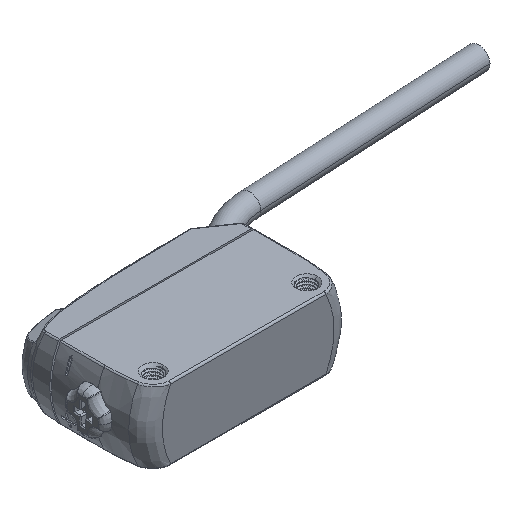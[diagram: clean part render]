
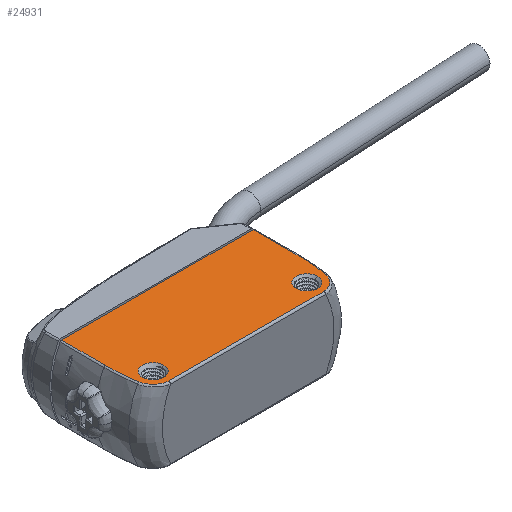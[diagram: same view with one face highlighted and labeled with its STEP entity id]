
A CAD part, isometric view. The second image highlights one B-rep face of the part: STEP entity #24931.
In plain terms, the highlighted planar face has unit normal (0, 0, 1).
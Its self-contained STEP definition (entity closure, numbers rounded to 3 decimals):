
#5838=DIRECTION('',(0.,1.,0.));
#5839=VECTOR('',#5838,7.25);
#5840=CARTESIAN_POINT('',(-59.543,12.352,
-0.048));
#5841=LINE('',#5840,#5839);
#8315=CARTESIAN_POINT('',(-62.662,7.602,
-0.048));
#8316=DIRECTION('',(0.,0.,-1.));
#8317=DIRECTION('',(1.,0.,0.));
#8318=AXIS2_PLACEMENT_3D('',#8315,#8316,#8317);
#9452=CARTESIAN_POINT('',(-62.662,7.602,
-0.048));
#9453=DIRECTION('',(0.,0.,-1.));
#9454=DIRECTION('',(-1.,0.,0.));
#9455=AXIS2_PLACEMENT_3D('',#9452,#9453,#9454);
#9469=CARTESIAN_POINT('',(-92.894,12.351,
-0.048));
#9470=DIRECTION('',(0.,0.,-1.));
#9471=DIRECTION('',(1.,0.,0.));
#9472=AXIS2_PLACEMENT_3D('',#9469,#9470,#9471);
#9474=CARTESIAN_POINT('',(-59.938,7.235,
-0.048));
#9475=CARTESIAN_POINT('',(-59.945,7.189,
-0.048));
#9476=CARTESIAN_POINT('',(-59.963,7.096,
-0.048));
#9477=CARTESIAN_POINT('',(-60.001,6.954,
-0.048));
#9478=CARTESIAN_POINT('',(-60.051,6.806,
-0.048));
#9479=CARTESIAN_POINT('',(-60.118,6.645,
-0.048));
#9480=CARTESIAN_POINT('',(-60.207,6.469,
-0.048));
#9481=CARTESIAN_POINT('',(-60.323,6.275,
-0.048));
#9482=CARTESIAN_POINT('',(-60.468,6.07,
-0.048));
#9483=CARTESIAN_POINT('',(-60.635,5.872,
-0.048));
#9484=CARTESIAN_POINT('',(-60.808,5.695,
-0.048));
#9485=CARTESIAN_POINT('',(-60.977,5.544,
-0.048));
#9486=CARTESIAN_POINT('',(-61.143,5.414,
-0.048));
#9487=CARTESIAN_POINT('',(-61.312,5.298,
-0.048));
#9488=CARTESIAN_POINT('',(-61.486,5.195,
-0.048));
#9489=CARTESIAN_POINT('',(-61.666,5.104,
-0.048));
#9490=CARTESIAN_POINT('',(-61.851,5.028,
-0.048));
#9491=CARTESIAN_POINT('',(-62.032,4.97,
-0.048));
#9492=CARTESIAN_POINT('',(-62.206,4.93,
-0.048));
#9493=CARTESIAN_POINT('',(-62.371,4.907,
-0.048));
#9494=CARTESIAN_POINT('',(-62.478,4.902,
-0.048));
#9495=CARTESIAN_POINT('',(-62.531,4.902,
-0.048));
#9496=CARTESIAN_POINT('',(-62.531,4.902,
-0.048));
#9498=CARTESIAN_POINT('',(-88.192,4.902,
-0.048));
#9499=CARTESIAN_POINT('',(-88.261,4.902,
-0.048));
#9500=CARTESIAN_POINT('',(-88.392,4.91,
-0.048));
#9501=CARTESIAN_POINT('',(-88.579,4.942,
-0.048));
#9502=CARTESIAN_POINT('',(-88.755,4.988,
-0.048));
#9503=CARTESIAN_POINT('',(-88.93,5.05,
-0.048));
#9504=CARTESIAN_POINT('',(-89.108,5.128,
-0.048));
#9505=CARTESIAN_POINT('',(-89.285,5.221,
-0.048));
#9506=CARTESIAN_POINT('',(-89.456,5.327,
-0.048));
#9507=CARTESIAN_POINT('',(-89.621,5.444,
-0.048));
#9508=CARTESIAN_POINT('',(-89.779,5.572,
-0.048));
#9509=CARTESIAN_POINT('',(-89.936,5.714,
-0.048));
#9510=CARTESIAN_POINT('',(-90.093,5.877,
-0.048));
#9511=CARTESIAN_POINT('',(-90.253,6.067,
-0.048));
#9512=CARTESIAN_POINT('',(-90.413,6.292,
-0.048));
#9513=CARTESIAN_POINT('',(-90.568,6.558,
-0.048));
#9514=CARTESIAN_POINT('',(-90.705,6.875,
-0.048));
#9515=CARTESIAN_POINT('',(-90.766,7.109,
-0.048));
#9516=CARTESIAN_POINT('',(-90.786,7.235,
-0.048));
#9517=CARTESIAN_POINT('',(-90.786,7.235,
-0.048));
#9519=CARTESIAN_POINT('',(-57.864,12.348,
-0.048));
#9520=DIRECTION('',(0.,0.,-1.));
#9521=DIRECTION('',(-0.988,-0.153,0.));
#9522=AXIS2_PLACEMENT_3D('',#9519,#9520,#9521);
#9524=DIRECTION('',(1.,0.,0.));
#9525=VECTOR('',#9524,31.637);
#9526=CARTESIAN_POINT('',(-91.18,19.602,
-0.048));
#9527=LINE('',#9526,#9525);
#9541=CARTESIAN_POINT('',(-88.062,7.602,
-0.048));
#9542=DIRECTION('',(0.,0.,-1.));
#9543=DIRECTION('',(-1.,0.,0.));
#9544=AXIS2_PLACEMENT_3D('',#9541,#9542,#9543);
#13355=CARTESIAN_POINT('',(-88.062,7.602,
-0.048));
#13356=DIRECTION('',(0.,0.,-1.));
#13357=DIRECTION('',(1.,0.,0.));
#13358=AXIS2_PLACEMENT_3D('',#13355,#13356,#13357);
#13489=DIRECTION('',(1.,0.,0.));
#13490=VECTOR('',#13489,25.661);
#13491=CARTESIAN_POINT('',(-88.192,4.902,
-0.048));
#13492=LINE('',#13491,#13490);
#13544=DIRECTION('',(0.,-1.,0.));
#13545=VECTOR('',#13544,7.25);
#13546=CARTESIAN_POINT('',(-91.18,19.602,
-0.048));
#13547=LINE('',#13546,#13545);
#14114=CARTESIAN_POINT('',(-59.543,12.352,
-0.048));
#14115=CARTESIAN_POINT('',(-59.543,19.602,
-0.048));
#14116=VERTEX_POINT('',#14114);
#14117=VERTEX_POINT('',#14115);
#14118=CARTESIAN_POINT('',(-59.938,7.235,
-0.048));
#14119=VERTEX_POINT('',#14118);
#14120=VERTEX_POINT('',#9496);
#14121=CARTESIAN_POINT('',(-88.192,4.902,
-0.048));
#14122=VERTEX_POINT('',#14121);
#14123=VERTEX_POINT('',#9517);
#14124=CARTESIAN_POINT('',(-91.18,12.352,
-0.048));
#14125=VERTEX_POINT('',#14124);
#14126=CARTESIAN_POINT('',(-91.18,19.602,
-0.048));
#14127=VERTEX_POINT('',#14126);
#14490=CARTESIAN_POINT('',(-89.812,7.602,
-0.048));
#14492=VERTEX_POINT('',#14490);
#14494=CARTESIAN_POINT('',(-86.312,7.602,
-0.048));
#14496=VERTEX_POINT('',#14494);
#14621=CARTESIAN_POINT('',(-60.912,7.602,
-0.048));
#14622=VERTEX_POINT('',#14621);
#14624=CARTESIAN_POINT('',(-64.412,7.602,
-0.048));
#14626=VERTEX_POINT('',#14624);
#24900=CARTESIAN_POINT('',(-75.362,15.602,
-0.048));
#24901=DIRECTION('',(0.,0.,1.));
#24902=DIRECTION('',(1.,0.,0.));
#24903=AXIS2_PLACEMENT_3D('',#24900,#24901,#24902);
#24904=PLANE('',#24903);
#24905=ORIENTED_EDGE('',*,*,#20350,.F.);
#24907=ORIENTED_EDGE('',*,*,#24906,.T.);
#24909=ORIENTED_EDGE('',*,*,#24908,.T.);
#24911=ORIENTED_EDGE('',*,*,#24910,.F.);
#24913=ORIENTED_EDGE('',*,*,#24912,.T.);
#24915=ORIENTED_EDGE('',*,*,#24914,.T.);
#24917=ORIENTED_EDGE('',*,*,#24916,.F.);
#24918=ORIENTED_EDGE('',*,*,#20325,.T.);
#24919=EDGE_LOOP('',(#24905,#24907,#24909,#24911,#24913,#24915,#24917,#24918));
#24920=FACE_OUTER_BOUND('',#24919,.F.);
#24922=ORIENTED_EDGE('',*,*,#24921,.F.);
#24924=ORIENTED_EDGE('',*,*,#24923,.F.);
#24925=EDGE_LOOP('',(#24922,#24924));
#24926=FACE_BOUND('',#24925,.F.);
#24927=ORIENTED_EDGE('',*,*,#24893,.F.);
#24928=ORIENTED_EDGE('',*,*,#22010,.F.);
#24929=EDGE_LOOP('',(#24927,#24928));
#24930=FACE_BOUND('',#24929,.F.);
#24931=ADVANCED_FACE('',(#24920,#24926,#24930),#24904,.T.);
#8319=CIRCLE('',#8318,1.75);
#9456=CIRCLE('',#9455,1.75);
#9473=CIRCLE('',#9472,33.351);
#9497=B_SPLINE_CURVE_WITH_KNOTS('',3,(#9474,#9475,#9476,#9477,#9478,#9479,#9480,
#9481,#9482,#9483,#9484,#9485,#9486,#9487,#9488,#9489,#9490,#9491,#9492,#9493,
#9494,#9495,#9496),.UNSPECIFIED.,.F.,.F.,(4,1,1,1,1,1,1,1,1,1,1,1,1,1,1,1,1,1,1,
1,4),(0.,0.038,0.077,0.118,
0.164,0.216,0.276,0.344,
0.416,0.482,0.541,0.596,
0.65,0.703,0.758,0.812,
0.864,0.912,0.956,1.,1.),
.UNSPECIFIED.);
#9518=B_SPLINE_CURVE_WITH_KNOTS('',3,(#9498,#9499,#9500,#9501,#9502,#9503,#9504,
#9505,#9506,#9507,#9508,#9509,#9510,#9511,#9512,#9513,#9514,#9515,#9516,#9517),
.UNSPECIFIED.,.F.,.F.,(4,1,1,1,1,1,1,1,1,1,1,1,1,1,1,1,1,4),(0.,
0.057,0.107,0.155,0.204,
0.257,0.311,0.365,0.418,
0.471,0.527,0.586,0.651,
0.724,0.806,0.897,1.,1.),
.UNSPECIFIED.);
#9523=CIRCLE('',#9522,33.316);
#9545=CIRCLE('',#9544,1.75);
#13359=CIRCLE('',#13358,1.75);
#20325=EDGE_CURVE('',#14127,#14117,#9527,.T.);
#20350=EDGE_CURVE('',#14116,#14117,#5841,.T.);
#22010=EDGE_CURVE('',#14622,#14626,#8319,.T.);
#24893=EDGE_CURVE('',#14626,#14622,#9456,.T.);
#24906=EDGE_CURVE('',#14116,#14119,#9473,.T.);
#24908=EDGE_CURVE('',#14119,#14120,#9497,.T.);
#24910=EDGE_CURVE('',#14122,#14120,#13492,.T.);
#24912=EDGE_CURVE('',#14122,#14123,#9518,.T.);
#24914=EDGE_CURVE('',#14123,#14125,#9523,.T.);
#24916=EDGE_CURVE('',#14127,#14125,#13547,.T.);
#24921=EDGE_CURVE('',#14492,#14496,#9545,.T.);
#24923=EDGE_CURVE('',#14496,#14492,#13359,.T.);
